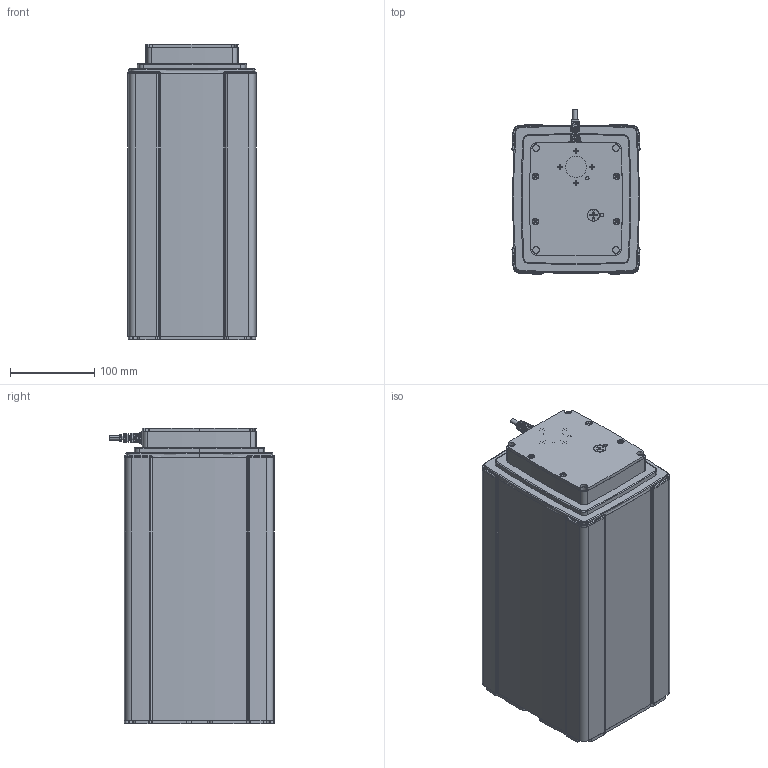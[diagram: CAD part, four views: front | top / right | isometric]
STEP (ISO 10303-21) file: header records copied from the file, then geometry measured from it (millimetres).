
FILE_DESCRIPTION (( 'STEP AP203' ), '1' );
FILE_NAME ('產品三維模型圖-TL3上側出線-A.STEP', '2016-09-07T01:32:18', ( '' ), ( '' ), 'SwSTEP 2.0', 'SolidWorks 2015', '' );
FILE_SCHEMA (( 'CONFIG_CONTROL_DESIGN' ));
Length unit declared in the file: millimetre
Products named in the file (1): 產品三維模型圖-TL3上側出線-A
Bounding box: 151.79 x 194.73 x 350 mm (x, y, z)
Volume: 8822474.8 mm3; surface area: 373581.1 mm2
Topology: 2 solids, 6 shells, 1144 faces, 2802 edges, 1718 vertices
Faces by surface type: cylinder 485, plane 371, bspline 134, cone 94, torus 60
Entity records: 38958 total; most frequent: CARTESIAN_POINT 12215, DIRECTION 5618, ORIENTED_EDGE 5604, EDGE_CURVE 2802, AXIS2_PLACEMENT_3D 2105, VERTEX_POINT 1718, VECTOR 1408, LINE 1408
